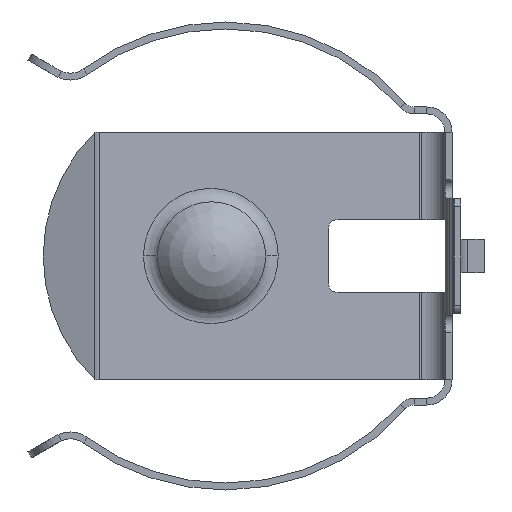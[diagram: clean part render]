
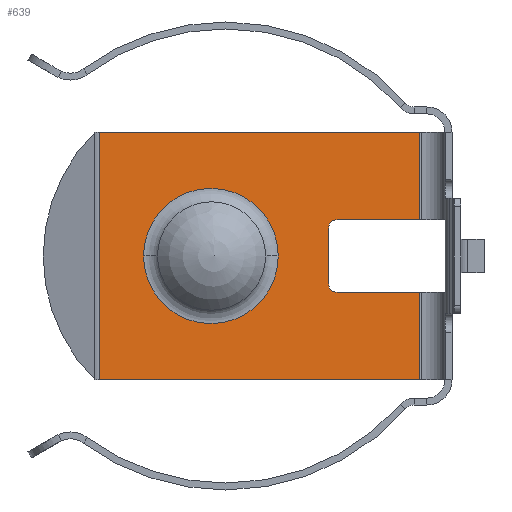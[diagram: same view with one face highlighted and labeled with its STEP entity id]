
A CAD part, left-side view. The second image highlights one B-rep face of the part: STEP entity #639.
In plain terms, the highlighted face is planar.
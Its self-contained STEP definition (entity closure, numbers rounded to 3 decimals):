
#54 = VERTEX_POINT ( 'NONE', #1290 ) ;
#63 = CARTESIAN_POINT ( 'NONE',  ( -2.367, 10.599, 0. ) ) ;
#109 = VECTOR ( 'NONE', #1613, 1000. ) ;
#172 = LINE ( 'NONE', #2307, #4583 ) ;
#186 = VECTOR ( 'NONE', #4460, 1000. ) ;
#286 = LINE ( 'NONE', #2079, #2918 ) ;
#329 = LINE ( 'NONE', #2874, #1028 ) ;
#390 = CARTESIAN_POINT ( 'NONE',  ( -3.171, 1.409, -1.6 ) ) ;
#433 = DIRECTION ( 'NONE',  ( 0.087, 0.996, 0. ) ) ;
#436 = AXIS2_PLACEMENT_3D ( 'NONE', #1026, #1421, #1800 ) ;
#454 = EDGE_CURVE ( 'NONE', #1209, #2886, #1199, .T. ) ;
#468 = ORIENTED_EDGE ( 'NONE', *, *, #1718, .F. ) ;
#506 = EDGE_CURVE ( 'NONE', #2696, #917, #286, .T. ) ;
#618 = FACE_BOUND ( 'NONE', #4013, .T. ) ;
#639 = ADVANCED_FACE ( 'NONE', ( #618, #2844 ), #665, .T. ) ;
#661 = VERTEX_POINT ( 'NONE', #4358 ) ;
#665 = PLANE ( 'NONE',  #1703 ) ;
#680 = EDGE_CURVE ( 'NONE', #2886, #1209, #1256, .T. ) ;
#689 = EDGE_CURVE ( 'NONE', #54, #3010, #329, .T. ) ;
#861 = CARTESIAN_POINT ( 'NONE',  ( -1.94, 15.487, 5.436 ) ) ;
#917 = VERTEX_POINT ( 'NONE', #3881 ) ;
#1026 = CARTESIAN_POINT ( 'NONE',  ( -2.853, 5.046, -1.219 ) ) ;
#1028 = VECTOR ( 'NONE', #4314, 1000. ) ;
#1067 = VERTEX_POINT ( 'NONE', #3620 ) ;
#1082 = DIRECTION ( 'NONE',  ( 0., 0., 1. ) ) ;
#1137 = DIRECTION ( 'NONE',  ( -0.087, -0.996, 0. ) ) ;
#1150 = ORIENTED_EDGE ( 'NONE', *, *, #4109, .F. ) ;
#1199 = CIRCLE ( 'NONE', #2709, 2.973 ) ;
#1209 = VERTEX_POINT ( 'NONE', #1546 ) ;
#1252 = DIRECTION ( 'NONE',  ( 0.087, 0.996, 0. ) ) ;
#1256 = CIRCLE ( 'NONE', #4353, 2.973 ) ;
#1279 = ORIENTED_EDGE ( 'NONE', *, *, #454, .F. ) ;
#1290 = CARTESIAN_POINT ( 'NONE',  ( -1.94, 15.487, -5.436 ) ) ;
#1421 = DIRECTION ( 'NONE',  ( -0.996, 0.087, 0. ) ) ;
#1423 = CARTESIAN_POINT ( 'NONE',  ( -2.82, 5.426, 1.219 ) ) ;
#1431 = ORIENTED_EDGE ( 'NONE', *, *, #4009, .T. ) ;
#1449 = LINE ( 'NONE', #4255, #2159 ) ;
#1546 = CARTESIAN_POINT ( 'NONE',  ( -2.108, 13.561, 0. ) ) ;
#1585 = LINE ( 'NONE', #861, #2627 ) ;
#1613 = DIRECTION ( 'NONE',  ( 0., 0., 1. ) ) ;
#1703 = AXIS2_PLACEMENT_3D ( 'NONE', #3126, #4570, #2105 ) ;
#1718 = EDGE_CURVE ( 'NONE', #3010, #2696, #4190, .T. ) ;
#1800 = DIRECTION ( 'NONE',  ( 0.087, 0.996, 0. ) ) ;
#1806 = CARTESIAN_POINT ( 'NONE',  ( -3.171, 1.409, 5.436 ) ) ;
#1817 = CIRCLE ( 'NONE', #4469, 0.381 ) ;
#1993 = ORIENTED_EDGE ( 'NONE', *, *, #506, .F. ) ;
#2021 = ORIENTED_EDGE ( 'NONE', *, *, #2914, .F. ) ;
#2070 = EDGE_CURVE ( 'NONE', #4016, #3116, #1817, .T. ) ;
#2079 = CARTESIAN_POINT ( 'NONE',  ( -3.268, 0.305, -1.6 ) ) ;
#2105 = DIRECTION ( 'NONE',  ( 0., 0., -1. ) ) ;
#2155 = CARTESIAN_POINT ( 'NONE',  ( -2.853, 5.046, 1.6 ) ) ;
#2159 = VECTOR ( 'NONE', #1082, 1000. ) ;
#2176 = VERTEX_POINT ( 'NONE', #1806 ) ;
#2212 = EDGE_CURVE ( 'NONE', #661, #3116, #1449, .T. ) ;
#2307 = CARTESIAN_POINT ( 'NONE',  ( -1.94, 15.487, -5.436 ) ) ;
#2371 = CARTESIAN_POINT ( 'NONE',  ( -3.171, 1.409, -5.436 ) ) ;
#2372 = CARTESIAN_POINT ( 'NONE',  ( -2.367, 10.599, 0. ) ) ;
#2419 = DIRECTION ( 'NONE',  ( 0.996, -0.087, 0. ) ) ;
#2431 = EDGE_CURVE ( 'NONE', #1067, #54, #172, .T. ) ;
#2493 = DIRECTION ( 'NONE',  ( 0.087, 0.996, 0. ) ) ;
#2527 = ORIENTED_EDGE ( 'NONE', *, *, #2212, .F. ) ;
#2539 = CARTESIAN_POINT ( 'NONE',  ( -3.171, 1.409, 1.6 ) ) ;
#2593 = LINE ( 'NONE', #4084, #186 ) ;
#2627 = VECTOR ( 'NONE', #433, 1000. ) ;
#2696 = VERTEX_POINT ( 'NONE', #390 ) ;
#2709 = AXIS2_PLACEMENT_3D ( 'NONE', #2372, #2419, #3818 ) ;
#2714 = CARTESIAN_POINT ( 'NONE',  ( -3.171, 1.409, -5.436 ) ) ;
#2782 = CARTESIAN_POINT ( 'NONE',  ( -2.626, 7.638, 0. ) ) ;
#2826 = ORIENTED_EDGE ( 'NONE', *, *, #689, .F. ) ;
#2844 = FACE_OUTER_BOUND ( 'NONE', #4592, .T. ) ;
#2850 = VECTOR ( 'NONE', #3885, 1000. ) ;
#2856 = EDGE_CURVE ( 'NONE', #4016, #3404, #2593, .T. ) ;
#2862 = CIRCLE ( 'NONE', #436, 0.381 ) ;
#2874 = CARTESIAN_POINT ( 'NONE',  ( -3.268, 0.305, -5.436 ) ) ;
#2886 = VERTEX_POINT ( 'NONE', #2782 ) ;
#2914 = EDGE_CURVE ( 'NONE', #3404, #2176, #4509, .T. ) ;
#2918 = VECTOR ( 'NONE', #2493, 1000. ) ;
#3010 = VERTEX_POINT ( 'NONE', #4577 ) ;
#3098 = DIRECTION ( 'NONE',  ( -0.996, 0.087, 0. ) ) ;
#3116 = VERTEX_POINT ( 'NONE', #1423 ) ;
#3126 = CARTESIAN_POINT ( 'NONE',  ( -3.268, 0.305, 5.436 ) ) ;
#3202 = ORIENTED_EDGE ( 'NONE', *, *, #680, .F. ) ;
#3218 = DIRECTION ( 'NONE',  ( 0.996, -0.087, 0. ) ) ;
#3404 = VERTEX_POINT ( 'NONE', #2539 ) ;
#3514 = ORIENTED_EDGE ( 'NONE', *, *, #2070, .T. ) ;
#3620 = CARTESIAN_POINT ( 'NONE',  ( -1.94, 15.487, 5.436 ) ) ;
#3818 = DIRECTION ( 'NONE',  ( -0.087, -0.996, 0. ) ) ;
#3881 = CARTESIAN_POINT ( 'NONE',  ( -2.853, 5.046, -1.6 ) ) ;
#3885 = DIRECTION ( 'NONE',  ( 0., 0., 1. ) ) ;
#3942 = ORIENTED_EDGE ( 'NONE', *, *, #2856, .F. ) ;
#4009 = EDGE_CURVE ( 'NONE', #661, #917, #2862, .T. ) ;
#4013 = EDGE_LOOP ( 'NONE', ( #1279, #3202 ) ) ;
#4016 = VERTEX_POINT ( 'NONE', #2155 ) ;
#4084 = CARTESIAN_POINT ( 'NONE',  ( -2.82, 5.426, 1.6 ) ) ;
#4109 = EDGE_CURVE ( 'NONE', #2176, #1067, #1585, .T. ) ;
#4137 = DIRECTION ( 'NONE',  ( 0., 0., -1. ) ) ;
#4190 = LINE ( 'NONE', #2371, #2850 ) ;
#4255 = CARTESIAN_POINT ( 'NONE',  ( -2.82, 5.426, 1.6 ) ) ;
#4314 = DIRECTION ( 'NONE',  ( -0.087, -0.996, 0. ) ) ;
#4340 = ORIENTED_EDGE ( 'NONE', *, *, #2431, .F. ) ;
#4353 = AXIS2_PLACEMENT_3D ( 'NONE', #63, #3218, #1137 ) ;
#4358 = CARTESIAN_POINT ( 'NONE',  ( -2.82, 5.426, -1.219 ) ) ;
#4460 = DIRECTION ( 'NONE',  ( -0.087, -0.996, 0. ) ) ;
#4469 = AXIS2_PLACEMENT_3D ( 'NONE', #4538, #3098, #1252 ) ;
#4509 = LINE ( 'NONE', #2714, #109 ) ;
#4538 = CARTESIAN_POINT ( 'NONE',  ( -2.853, 5.046, 1.219 ) ) ;
#4570 = DIRECTION ( 'NONE',  ( 0.996, -0.087, 0. ) ) ;
#4577 = CARTESIAN_POINT ( 'NONE',  ( -3.171, 1.409, -5.436 ) ) ;
#4583 = VECTOR ( 'NONE', #4137, 1000. ) ;
#4592 = EDGE_LOOP ( 'NONE', ( #3942, #3514, #2527, #1431, #1993, #468, #2826, #4340, #1150, #2021 ) ) ;
